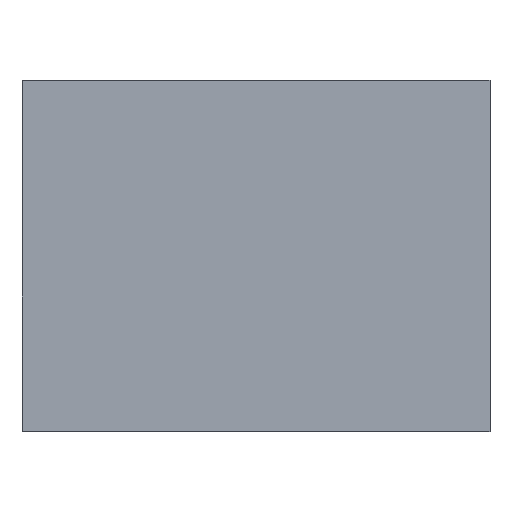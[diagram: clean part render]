
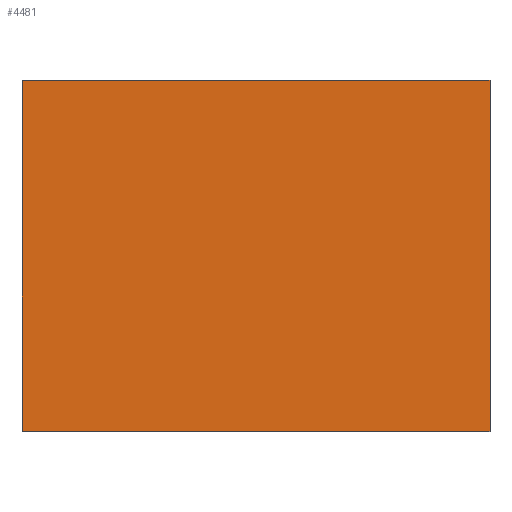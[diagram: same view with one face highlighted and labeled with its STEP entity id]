
A CAD part, top view. The second image highlights one B-rep face of the part: STEP entity #4481.
In plain terms, the highlighted planar face has unit normal (0, 0, 1).
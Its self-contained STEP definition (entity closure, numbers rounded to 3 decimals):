
#621=ORIENTED_EDGE('',*,*,#1628,.T.);
#622=ORIENTED_EDGE('',*,*,#1636,.T.);
#623=ORIENTED_EDGE('',*,*,#1642,.T.);
#624=ORIENTED_EDGE('',*,*,#1646,.T.);
#1628=EDGE_CURVE('',#2174,#2173,#2696,.T.);
#1636=EDGE_CURVE('',#2173,#2177,#2704,.T.);
#1642=EDGE_CURVE('',#2177,#2179,#2710,.T.);
#1646=EDGE_CURVE('',#2179,#2174,#2714,.T.);
#2173=VERTEX_POINT('',#7514);
#2174=VERTEX_POINT('',#7516);
#2177=VERTEX_POINT('',#7527);
#2179=VERTEX_POINT('',#7536);
#2696=LINE('',#7515,#3334);
#2704=LINE('',#7528,#3342);
#2710=LINE('',#7537,#3348);
#2714=LINE('',#7542,#3352);
#3334=VECTOR('',#6288,1000.);
#3342=VECTOR('',#6298,1000.);
#3348=VECTOR('',#6306,1000.);
#3352=VECTOR('',#6312,1000.);
#3775=EDGE_LOOP('',(#621,#622,#623,#624));
#4011=FACE_BOUND('',#3775,.T.);
#4246=PLANE('',#5633);
#4481=ADVANCED_FACE('',(#4011),#4246,.T.);
#5633=AXIS2_PLACEMENT_3D('',#7543,#6313,#6314);
#6288=DIRECTION('',(-1.,0.,0.));
#6298=DIRECTION('',(0.,-1.,0.));
#6306=DIRECTION('',(1.,0.,0.));
#6312=DIRECTION('',(0.,1.,0.));
#6313=DIRECTION('',(0.,0.,1.));
#6314=DIRECTION('',(1.,0.,0.));
#7514=CARTESIAN_POINT('',(-1.,0.75,0.56));
#7515=CARTESIAN_POINT('',(1.,0.75,0.56));
#7516=CARTESIAN_POINT('',(1.,0.75,0.56));
#7527=CARTESIAN_POINT('',(-1.,-0.75,0.56));
#7528=CARTESIAN_POINT('',(-1.,0.75,0.56));
#7536=CARTESIAN_POINT('',(1.,-0.75,0.56));
#7537=CARTESIAN_POINT('',(-1.,-0.75,0.56));
#7542=CARTESIAN_POINT('',(1.,-0.75,0.56));
#7543=CARTESIAN_POINT('',(0.,0.,0.56));
